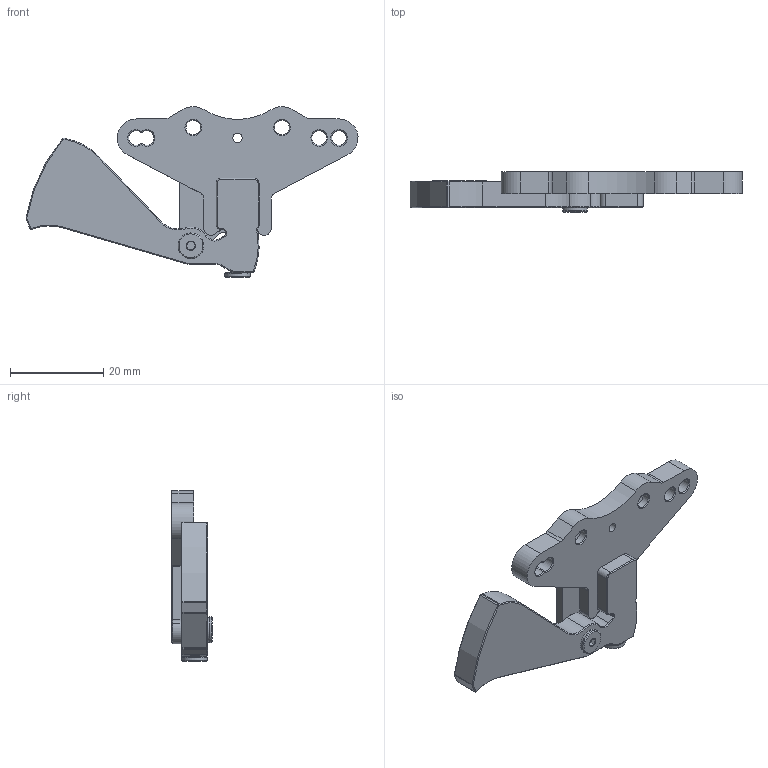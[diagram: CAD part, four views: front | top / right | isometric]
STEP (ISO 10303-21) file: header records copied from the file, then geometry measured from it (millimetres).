
FILE_DESCRIPTION(/* description */ ('STEP AP242'),/* implementation_level */ '2;1');
FILE_NAME(/* name */ 'Crossbow CAD template - extended 0_5mm.step',/* time_stamp */ '2025-09-01T13:45:53-04:00',/* author */ (''),/* organization */ (''),/* preprocessor_version */ 'ST-DEVELOPER v20.1',/* originating_system */ 'Autodesk Translation Framework v14.10.0.0',/* authorisation */ '');
FILE_SCHEMA (('AUTOMOTIVE_DESIGN { 1 0 10303 214 3 1 1 }'));
Length unit declared in the file: millimetre
Products named in the file (1): Hex A4T Cowling - Dragon-Rapido UHF [xol-carriage] - with cut out for
 crossbow
Bounding box: 71.16 x 8.7 x 36.54 mm (x, y, z)
Volume: 7163.2 mm3; surface area: 4546.2 mm2
Topology: 1 solids, 1 shells, 210 faces, 501 edges, 298 vertices
Faces by surface type: plane 87, cone 70, cylinder 53
Full cylindrical faces by diameter (mm): 2 x1, 3.15 x4, 4 x1, 5.3 x1, 5.5 x2, 5.9 x2
Entity records: 6066 total; most frequent: DIRECTION 1104, CARTESIAN_POINT 1057, ORIENTED_EDGE 1002, EDGE_CURVE 501, AXIS2_PLACEMENT_3D 406, VERTEX_POINT 298, LINE 292, VECTOR 292
